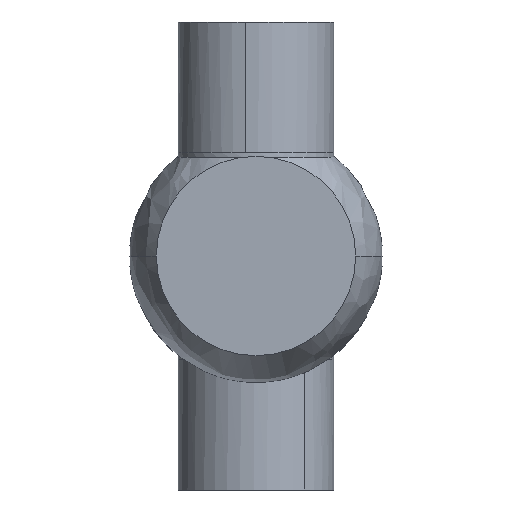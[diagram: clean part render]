
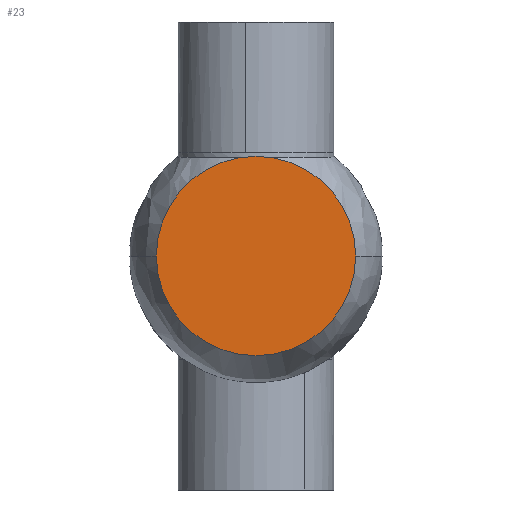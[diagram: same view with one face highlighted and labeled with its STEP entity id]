
A CAD part, front view. The second image highlights one B-rep face of the part: STEP entity #23.
In plain terms, the highlighted planar face has unit normal (0, -1, 0).
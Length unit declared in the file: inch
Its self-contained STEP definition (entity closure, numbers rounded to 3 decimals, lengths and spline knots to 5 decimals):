
#23 = ADVANCED_FACE ( 'NONE', ( #1860 ), #1190, .T. ) ;
#216 = ORIENTED_EDGE ( 'NONE', *, *, #2593, .F. ) ;
#236 = CARTESIAN_POINT ( 'NONE',  ( -2.5625, -10.25, 0. ) ) ;
#265 = AXIS2_PLACEMENT_3D ( 'NONE', #1057, #2965, #1345 ) ;
#398 = CARTESIAN_POINT ( 'NONE',  ( 2.5625, -10.25, 0. ) ) ;
#435 = CIRCLE ( 'NONE', #1650, 2.5625 ) ;
#500 = CARTESIAN_POINT ( 'NONE',  ( 0., -10.25, 0. ) ) ;
#632 = DIRECTION ( 'NONE',  ( 1., 0., 0. ) ) ;
#775 = DIRECTION ( 'NONE',  ( -1., 0., 0. ) ) ;
#1057 = CARTESIAN_POINT ( 'NONE',  ( 0., -10.25, 0. ) ) ;
#1157 = ORIENTED_EDGE ( 'NONE', *, *, #1269, .F. ) ;
#1190 = PLANE ( 'NONE',  #3331 ) ;
#1269 = EDGE_CURVE ( 'NONE', #1642, #2480, #3429, .T. ) ;
#1345 = DIRECTION ( 'NONE',  ( -1., 0., 0. ) ) ;
#1642 = VERTEX_POINT ( 'NONE', #398 ) ;
#1650 = AXIS2_PLACEMENT_3D ( 'NONE', #500, #2414, #775 ) ;
#1834 = EDGE_LOOP ( 'NONE', ( #216, #1157 ) ) ;
#1860 = FACE_OUTER_BOUND ( 'NONE', #1834, .T. ) ;
#2121 = CARTESIAN_POINT ( 'NONE',  ( -2.5625, -10.25, 0. ) ) ;
#2414 = DIRECTION ( 'NONE',  ( 0., 1., 0. ) ) ;
#2480 = VERTEX_POINT ( 'NONE', #2121 ) ;
#2593 = EDGE_CURVE ( 'NONE', #2480, #1642, #435, .T. ) ;
#2965 = DIRECTION ( 'NONE',  ( 0., 1., 0. ) ) ;
#3331 = AXIS2_PLACEMENT_3D ( 'NONE', #236, #3515, #632 ) ;
#3429 = CIRCLE ( 'NONE', #265, 2.5625 ) ;
#3515 = DIRECTION ( 'NONE',  ( 0., -1., 0. ) ) ;
